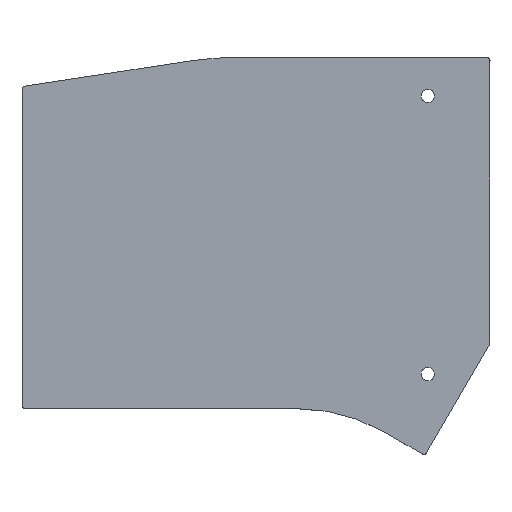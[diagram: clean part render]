
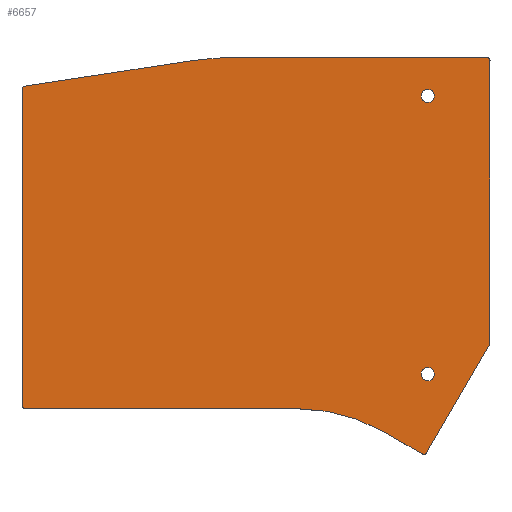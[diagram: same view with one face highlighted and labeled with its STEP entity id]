
A CAD part, top view. The second image highlights one B-rep face of the part: STEP entity #6657.
In plain terms, the highlighted planar face has unit normal (0, 0, 1).
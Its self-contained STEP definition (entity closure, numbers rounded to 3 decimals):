
#25=FACE_BOUND('',#802,.T.);
#26=FACE_BOUND('',#803,.T.);
#64=PLANE('',#7090);
#433=FACE_OUTER_BOUND('',#801,.T.);
#801=EDGE_LOOP('',(#5915,#5916,#5917,#5918,#5919,#5920,#5921,#5922,#5923,
#5924,#5925,#5926,#5927,#5928));
#802=EDGE_LOOP('',(#5929));
#803=EDGE_LOOP('',(#5930));
#878=CIRCLE('',#7039,1.);
#880=CIRCLE('',#7043,1.);
#882=CIRCLE('',#7047,1.);
#883=CIRCLE('',#7050,57.4);
#885=CIRCLE('',#7054,1.);
#887=CIRCLE('',#7058,1.);
#890=CIRCLE('',#7063,107.15);
#903=CIRCLE('',#7089,2.15);
#904=CIRCLE('',#7091,2.15);
#1779=LINE('',#27727,#2145);
#1784=LINE('',#27740,#2150);
#1789=LINE('',#27753,#2155);
#1795=LINE('',#27768,#2161);
#1797=LINE('',#27777,#2163);
#1803=LINE('',#27792,#2169);
#1807=LINE('',#27804,#2173);
#2145=VECTOR('',#8101,10.);
#2150=VECTOR('',#8114,10.);
#2155=VECTOR('',#8127,10.);
#2161=VECTOR('',#8141,10.);
#2163=VECTOR('',#8151,10.);
#2169=VECTOR('',#8165,10.);
#2173=VECTOR('',#8177,10.);
#2844=VERTEX_POINT('',#27724);
#2845=VERTEX_POINT('',#27726);
#2848=VERTEX_POINT('',#27735);
#2849=VERTEX_POINT('',#27739);
#2852=VERTEX_POINT('',#27748);
#2853=VERTEX_POINT('',#27752);
#2856=VERTEX_POINT('',#27760);
#2857=VERTEX_POINT('',#27764);
#2859=VERTEX_POINT('',#27770);
#2861=VERTEX_POINT('',#27776);
#2863=VERTEX_POINT('',#27782);
#2865=VERTEX_POINT('',#27788);
#2867=VERTEX_POINT('',#27794);
#2869=VERTEX_POINT('',#27800);
#2898=VERTEX_POINT('',#27887);
#2899=VERTEX_POINT('',#27891);
#3835=EDGE_CURVE('',#2845,#2844,#1779,.F.);
#3840=EDGE_CURVE('',#2848,#2845,#878,.T.);
#3842=EDGE_CURVE('',#2849,#2848,#1784,.T.);
#3847=EDGE_CURVE('',#2852,#2849,#880,.T.);
#3849=EDGE_CURVE('',#2853,#2852,#1789,.F.);
#3853=EDGE_CURVE('',#2856,#2853,#882,.T.);
#3857=EDGE_CURVE('',#2857,#2856,#1795,.F.);
#3858=EDGE_CURVE('',#2859,#2857,#883,.T.);
#3861=EDGE_CURVE('',#2861,#2859,#1797,.F.);
#3864=EDGE_CURVE('',#2863,#2861,#885,.T.);
#3869=EDGE_CURVE('',#2865,#2863,#1803,.F.);
#3870=EDGE_CURVE('',#2867,#2865,#887,.T.);
#3875=EDGE_CURVE('',#2869,#2867,#1807,.F.);
#3877=EDGE_CURVE('',#2844,#2869,#890,.T.);
#3918=EDGE_CURVE('',#2898,#2898,#903,.T.);
#3919=EDGE_CURVE('',#2899,#2899,#904,.T.);
#5915=ORIENTED_EDGE('',*,*,#3877,.T.);
#5916=ORIENTED_EDGE('',*,*,#3875,.T.);
#5917=ORIENTED_EDGE('',*,*,#3870,.T.);
#5918=ORIENTED_EDGE('',*,*,#3869,.T.);
#5919=ORIENTED_EDGE('',*,*,#3864,.T.);
#5920=ORIENTED_EDGE('',*,*,#3861,.T.);
#5921=ORIENTED_EDGE('',*,*,#3858,.T.);
#5922=ORIENTED_EDGE('',*,*,#3857,.T.);
#5923=ORIENTED_EDGE('',*,*,#3853,.T.);
#5924=ORIENTED_EDGE('',*,*,#3849,.T.);
#5925=ORIENTED_EDGE('',*,*,#3847,.T.);
#5926=ORIENTED_EDGE('',*,*,#3842,.T.);
#5927=ORIENTED_EDGE('',*,*,#3840,.T.);
#5928=ORIENTED_EDGE('',*,*,#3835,.T.);
#5929=ORIENTED_EDGE('',*,*,#3918,.F.);
#5930=ORIENTED_EDGE('',*,*,#3919,.F.);
#6657=ADVANCED_FACE('',(#433,#25,#26),#64,.T.);
#7039=AXIS2_PLACEMENT_3D('',#27736,#8109,#8110);
#7043=AXIS2_PLACEMENT_3D('',#27749,#8122,#8123);
#7047=AXIS2_PLACEMENT_3D('',#27761,#8134,#8135);
#7050=AXIS2_PLACEMENT_3D('',#27771,#8144,#8145);
#7054=AXIS2_PLACEMENT_3D('',#27783,#8156,#8157);
#7058=AXIS2_PLACEMENT_3D('',#27795,#8168,#8169);
#7063=AXIS2_PLACEMENT_3D('',#27807,#8182,#8183);
#7089=AXIS2_PLACEMENT_3D('',#27889,#8262,#8263);
#7090=AXIS2_PLACEMENT_3D('',#27890,#8264,#8265);
#7091=AXIS2_PLACEMENT_3D('',#27892,#8266,#8267);
#8101=DIRECTION('',(1.,0.,0.));
#8109=DIRECTION('center_axis',(0.,0.,1.));
#8110=DIRECTION('ref_axis',(0.707,0.707,0.));
#8114=DIRECTION('',(0.,1.,0.));
#8122=DIRECTION('center_axis',(0.,0.,1.));
#8123=DIRECTION('ref_axis',(0.966,-0.26,0.));
#8127=DIRECTION('',(-0.502,-0.865,0.));
#8134=DIRECTION('center_axis',(0.,0.,1.));
#8135=DIRECTION('ref_axis',(0.258,-0.966,0.));
#8141=DIRECTION('',(-0.866,0.5,0.));
#8144=DIRECTION('center_axis',(0.,0.,-1.));
#8145=DIRECTION('ref_axis',(0.259,0.966,0.));
#8151=DIRECTION('',(-1.,0.,0.));
#8156=DIRECTION('center_axis',(0.,0.,1.));
#8157=DIRECTION('ref_axis',(-0.707,-0.707,0.));
#8165=DIRECTION('',(0.,1.,0.));
#8168=DIRECTION('center_axis',(0.,0.,1.));
#8169=DIRECTION('ref_axis',(-0.759,0.651,0.));
#8177=DIRECTION('',(0.988,0.151,0.));
#8182=DIRECTION('center_axis',(0.,0.,1.));
#8183=DIRECTION('ref_axis',(-0.076,0.997,0.));
#8262=DIRECTION('center_axis',(0.,0.,1.));
#8263=DIRECTION('ref_axis',(1.,0.,0.));
#8264=DIRECTION('center_axis',(0.,0.,1.));
#8265=DIRECTION('ref_axis',(1.,0.,0.));
#8266=DIRECTION('center_axis',(0.,0.,1.));
#8267=DIRECTION('ref_axis',(1.,0.,0.));
#27724=CARTESIAN_POINT('',(-97.851,60.241,0.4));
#27726=CARTESIAN_POINT('',(-16.393,60.242,0.4));
#27727=CARTESIAN_POINT('',(-66.883,60.241,0.4));
#27735=CARTESIAN_POINT('',(-15.393,59.242,0.4));
#27736=CARTESIAN_POINT('Origin',(-16.393,59.242,0.4));
#27739=CARTESIAN_POINT('',(-15.393,-32.606,0.4));
#27740=CARTESIAN_POINT('',(-15.393,27.391,0.4));
#27748=CARTESIAN_POINT('',(-15.528,-33.107,0.4));
#27749=CARTESIAN_POINT('Origin',(-16.393,-32.606,0.4));
#27752=CARTESIAN_POINT('',(-36.086,-68.557,0.4));
#27753=CARTESIAN_POINT('',(-27.65,-54.01,0.4));
#27760=CARTESIAN_POINT('',(-37.451,-68.922,0.4));
#27761=CARTESIAN_POINT('Origin',(-36.951,-68.055,0.4));
#27764=CARTESIAN_POINT('',(-49.768,-61.817,0.4));
#27768=CARTESIAN_POINT('',(-78.708,-45.126,0.4));
#27770=CARTESIAN_POINT('',(-78.446,-54.14,0.4));
#27771=CARTESIAN_POINT('Origin',(-78.446,-111.54,0.4));
#27776=CARTESIAN_POINT('',(-166.874,-54.14,0.4));
#27777=CARTESIAN_POINT('',(-126.654,-54.14,0.4));
#27782=CARTESIAN_POINT('',(-167.874,-53.14,0.4));
#27783=CARTESIAN_POINT('Origin',(-166.874,-53.14,0.4));
#27788=CARTESIAN_POINT('',(-167.874,49.916,0.4));
#27792=CARTESIAN_POINT('',(-167.874,20.996,0.4));
#27794=CARTESIAN_POINT('',(-167.025,50.905,0.4));
#27795=CARTESIAN_POINT('Origin',(-166.874,49.916,0.4));
#27800=CARTESIAN_POINT('',(-114.054,59.009,0.4));
#27804=CARTESIAN_POINT('',(-107.238,60.051,0.4));
#27807=CARTESIAN_POINT('Origin',(-97.85,-46.909,0.4));
#27887=CARTESIAN_POINT('',(-37.82,47.741,0.4));
#27889=CARTESIAN_POINT('Origin',(-35.67,47.741,0.4));
#27890=CARTESIAN_POINT('Origin',(-91.633,-3.459,0.4));
#27891=CARTESIAN_POINT('',(-37.819,-42.922,0.4));
#27892=CARTESIAN_POINT('Origin',(-35.669,-42.922,0.4));
